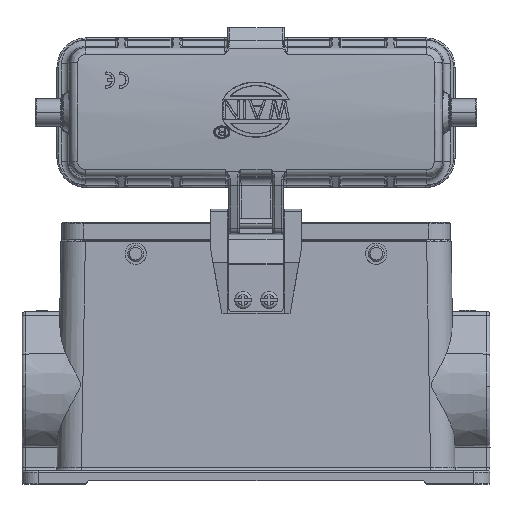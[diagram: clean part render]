
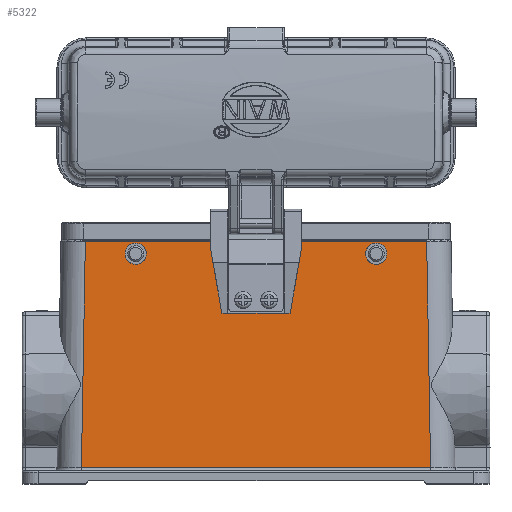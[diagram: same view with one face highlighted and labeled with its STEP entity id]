
A CAD part, top view. The second image highlights one B-rep face of the part: STEP entity #5322.
In plain terms, the highlighted planar face has unit normal (0, 0.018, 1).
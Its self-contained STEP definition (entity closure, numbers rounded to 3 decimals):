
#586=(
BOUNDED_CURVE()
B_SPLINE_CURVE(3,(#34300,#34301,#34302,#34303),.UNSPECIFIED.,.F.,.F.)
B_SPLINE_CURVE_WITH_KNOTS((4,4),(0.,1.),.UNSPECIFIED.)
CURVE()
GEOMETRIC_REPRESENTATION_ITEM()
RATIONAL_B_SPLINE_CURVE((1.,0.333,0.333,1.))
REPRESENTATION_ITEM('')
);
#587=(
BOUNDED_CURVE()
B_SPLINE_CURVE(3,(#34324,#34325,#34326,#34327),.UNSPECIFIED.,.F.,.F.)
B_SPLINE_CURVE_WITH_KNOTS((4,4),(0.,1.),.UNSPECIFIED.)
CURVE()
GEOMETRIC_REPRESENTATION_ITEM()
RATIONAL_B_SPLINE_CURVE((1.,0.333,0.333,1.))
REPRESENTATION_ITEM('')
);
#591=(
BOUNDED_CURVE()
B_SPLINE_CURVE(3,(#35380,#35381,#35382,#35383),.UNSPECIFIED.,.F.,.F.)
B_SPLINE_CURVE_WITH_KNOTS((4,4),(0.,1.),.UNSPECIFIED.)
CURVE()
GEOMETRIC_REPRESENTATION_ITEM()
RATIONAL_B_SPLINE_CURVE((1.,0.333,0.333,1.))
REPRESENTATION_ITEM('')
);
#592=(
BOUNDED_CURVE()
B_SPLINE_CURVE(3,(#35384,#35385,#35386,#35387),.UNSPECIFIED.,.F.,.F.)
B_SPLINE_CURVE_WITH_KNOTS((4,4),(0.,1.),.UNSPECIFIED.)
CURVE()
GEOMETRIC_REPRESENTATION_ITEM()
RATIONAL_B_SPLINE_CURVE((1.,0.333,0.333,1.))
REPRESENTATION_ITEM('')
);
#1646=FACE_BOUND('',#8642,.T.);
#1647=FACE_BOUND('',#8643,.T.);
#1648=FACE_BOUND('',#8644,.T.);
#2572=LINE('',#34318,#3941);
#2623=LINE('',#35375,#3992);
#2624=LINE('',#35377,#3993);
#2625=LINE('',#35379,#3994);
#3941=VECTOR('',#27565,1.);
#3992=VECTOR('',#27748,1.);
#3993=VECTOR('',#27749,1.);
#3994=VECTOR('',#27750,1.);
#5322=ADVANCED_FACE('NONE',(#1646,#1647,#1648),#6655,.T.);
#6655=PLANE('',#24902);
#8642=EDGE_LOOP('',(#10928,#10929,#10930,#10931));
#8643=EDGE_LOOP('',(#10932,#10933));
#8644=EDGE_LOOP('',(#10934,#10935));
#10928=ORIENTED_EDGE('',*,*,#20135,.F.);
#10929=ORIENTED_EDGE('',*,*,#20136,.F.);
#10930=ORIENTED_EDGE('',*,*,#20137,.F.);
#10931=ORIENTED_EDGE('',*,*,#20013,.T.);
#10932=ORIENTED_EDGE('',*,*,#20138,.T.);
#10933=ORIENTED_EDGE('',*,*,#20009,.T.);
#10934=ORIENTED_EDGE('',*,*,#20139,.T.);
#10935=ORIENTED_EDGE('',*,*,#20016,.T.);
#17582=VERTEX_POINT('',#34297);
#17583=VERTEX_POINT('',#34299);
#17584=VERTEX_POINT('',#34309);
#17587=VERTEX_POINT('',#34317);
#17588=VERTEX_POINT('',#34321);
#17589=VERTEX_POINT('',#34323);
#17666=VERTEX_POINT('',#35376);
#17667=VERTEX_POINT('',#35378);
#20009=EDGE_CURVE('',#17582,#17583,#586,.T.);
#20013=EDGE_CURVE('',#17584,#17587,#2572,.T.);
#20016=EDGE_CURVE('',#17588,#17589,#587,.T.);
#20135=EDGE_CURVE('',#17666,#17587,#2623,.T.);
#20136=EDGE_CURVE('',#17667,#17666,#2624,.T.);
#20137=EDGE_CURVE('',#17584,#17667,#2625,.T.);
#20138=EDGE_CURVE('',#17583,#17582,#591,.T.);
#20139=EDGE_CURVE('',#17589,#17588,#592,.T.);
#24902=AXIS2_PLACEMENT_3D('',#35388,#27751,#27752);
#27565=DIRECTION('',(1.,0.,0.));
#27748=DIRECTION('',(0.017,-1.,0.017));
#27749=DIRECTION('',(1.,0.,0.));
#27750=DIRECTION('',(0.017,1.,-0.017));
#27751=DIRECTION('',(0.,0.017,1.));
#27752=DIRECTION('',(0.,-1.,0.017));
#34297=CARTESIAN_POINT('',(-33.75,46.805,21.573));
#34299=CARTESIAN_POINT('',(-40.25,46.805,21.573));
#34300=CARTESIAN_POINT('',(-33.75,46.805,21.573));
#34301=CARTESIAN_POINT('',(-33.75,40.305,21.687));
#34302=CARTESIAN_POINT('',(-40.25,40.305,21.687));
#34303=CARTESIAN_POINT('',(-40.25,46.805,21.573));
#34309=CARTESIAN_POINT('',(-53.723,-19.013,22.722));
#34317=CARTESIAN_POINT('',(53.723,-19.013,22.722));
#34318=CARTESIAN_POINT('',(-63.061,-19.013,22.722));
#34321=CARTESIAN_POINT('',(40.25,46.805,21.573));
#34323=CARTESIAN_POINT('',(33.75,46.805,21.573));
#34324=CARTESIAN_POINT('',(40.25,46.805,21.573));
#34325=CARTESIAN_POINT('',(40.25,40.305,21.687));
#34326=CARTESIAN_POINT('',(33.75,40.305,21.687));
#34327=CARTESIAN_POINT('',(33.75,46.805,21.573));
#35375=CARTESIAN_POINT('',(52.496,51.275,21.495));
#35376=CARTESIAN_POINT('',(52.51,50.513,21.509));
#35377=CARTESIAN_POINT('',(-53.991,50.513,21.509));
#35378=CARTESIAN_POINT('',(-52.51,50.513,21.509));
#35379=CARTESIAN_POINT('',(-52.496,51.275,21.495));
#35380=CARTESIAN_POINT('',(-40.25,46.805,21.573));
#35381=CARTESIAN_POINT('',(-40.25,53.305,21.46));
#35382=CARTESIAN_POINT('',(-33.75,53.305,21.46));
#35383=CARTESIAN_POINT('',(-33.75,46.805,21.573));
#35384=CARTESIAN_POINT('',(33.75,46.805,21.573));
#35385=CARTESIAN_POINT('',(33.75,53.305,21.46));
#35386=CARTESIAN_POINT('',(40.25,53.305,21.46));
#35387=CARTESIAN_POINT('',(40.25,46.805,21.573));
#35388=CARTESIAN_POINT('',(-63.061,51.005,21.5));
